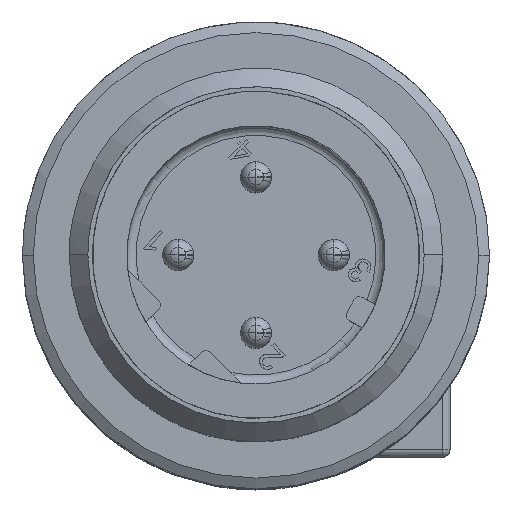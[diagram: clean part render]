
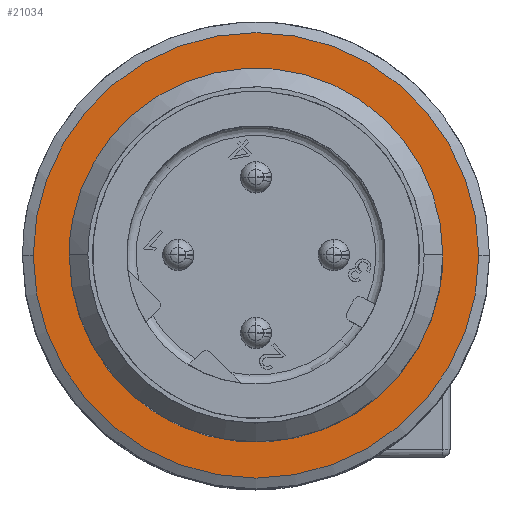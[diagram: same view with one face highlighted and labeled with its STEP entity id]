
A CAD part, top view. The second image highlights one B-rep face of the part: STEP entity #21034.
In plain terms, the highlighted planar face has unit normal (0, 0, 1).
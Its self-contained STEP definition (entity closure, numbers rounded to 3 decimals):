
#20931=AXIS2_PLACEMENT_3D('Circle Axis2P3D',#20929,#20930,$) ;
#20955=AXIS2_PLACEMENT_3D('Circle Axis2P3D',#20953,#20954,$) ;
#20968=AXIS2_PLACEMENT_3D('Plane Axis2P3D',#20965,#20966,#20967) ;
#20926=CARTESIAN_POINT('Vertex',(0.346,7.5,187.4)) ;
#20929=CARTESIAN_POINT('Axis2P3D Location',(7.5,7.5,187.4)) ;
#20933=CARTESIAN_POINT('Vertex',(14.654,7.5,187.4)) ;
#20953=CARTESIAN_POINT('Axis2P3D Location',(7.5,7.5,187.4)) ;
#20965=CARTESIAN_POINT('Axis2P3D Location',(7.5,0.346,187.4)) ;
#20975=CARTESIAN_POINT('Control Point',(13.5,7.5,187.4)) ;
#20976=CARTESIAN_POINT('Control Point',(13.5,8.1,187.4)) ;
#20977=CARTESIAN_POINT('Control Point',(13.425,8.7,187.4)) ;
#20978=CARTESIAN_POINT('Control Point',(13.275,9.288,187.4)) ;
#20979=CARTESIAN_POINT('Control Point',(12.831,10.413,187.4)) ;
#20980=CARTESIAN_POINT('Control Point',(12.124,11.394,187.4)) ;
#20981=CARTESIAN_POINT('Control Point',(11.711,11.837,187.4)) ;
#20982=CARTESIAN_POINT('Control Point',(10.782,12.612,187.4)) ;
#20983=CARTESIAN_POINT('Control Point',(9.692,13.134,187.4)) ;
#20984=CARTESIAN_POINT('Control Point',(9.116,13.325,187.4)) ;
#20985=CARTESIAN_POINT('Control Point',(7.93,13.56,187.4)) ;
#20986=CARTESIAN_POINT('Control Point',(6.722,13.495,187.4)) ;
#20987=CARTESIAN_POINT('Control Point',(6.125,13.387,187.4)) ;
#20988=CARTESIAN_POINT('Control Point',(4.972,13.024,187.4)) ;
#20989=CARTESIAN_POINT('Control Point',(3.943,12.388,187.4)) ;
#20990=CARTESIAN_POINT('Control Point',(3.471,12.007,187.4)) ;
#20991=CARTESIAN_POINT('Control Point',(2.633,11.136,187.4)) ;
#20992=CARTESIAN_POINT('Control Point',(2.035,10.085,187.4)) ;
#20993=CARTESIAN_POINT('Control Point',(1.804,9.524,187.4)) ;
#20994=CARTESIAN_POINT('Control Point',(1.6,8.776,187.4)) ;
#20995=CARTESIAN_POINT('Control Point',(1.518,8.01,187.4)) ;
#20996=CARTESIAN_POINT('Control Point',(1.506,7.84,187.4)) ;
#20997=CARTESIAN_POINT('Control Point',(1.5,7.67,187.4)) ;
#20998=CARTESIAN_POINT('Control Point',(1.5,7.5,187.4)) ;
#20999=CARTESIAN_POINT('Vertex',(13.5,7.5,187.4)) ;
#21001=CARTESIAN_POINT('Vertex',(1.5,7.5,187.4)) ;
#21005=CARTESIAN_POINT('Control Point',(1.5,7.5,187.4)) ;
#21006=CARTESIAN_POINT('Control Point',(1.5,6.9,187.4)) ;
#21007=CARTESIAN_POINT('Control Point',(1.575,6.3,187.4)) ;
#21008=CARTESIAN_POINT('Control Point',(1.725,5.712,187.4)) ;
#21009=CARTESIAN_POINT('Control Point',(2.169,4.587,187.4)) ;
#21010=CARTESIAN_POINT('Control Point',(2.876,3.606,187.4)) ;
#21011=CARTESIAN_POINT('Control Point',(3.289,3.163,187.4)) ;
#21012=CARTESIAN_POINT('Control Point',(4.218,2.388,187.4)) ;
#21013=CARTESIAN_POINT('Control Point',(5.308,1.866,187.4)) ;
#21014=CARTESIAN_POINT('Control Point',(5.884,1.675,187.4)) ;
#21015=CARTESIAN_POINT('Control Point',(7.07,1.44,187.4)) ;
#21016=CARTESIAN_POINT('Control Point',(8.278,1.505,187.4)) ;
#21017=CARTESIAN_POINT('Control Point',(8.875,1.613,187.4)) ;
#21018=CARTESIAN_POINT('Control Point',(10.028,1.976,187.4)) ;
#21019=CARTESIAN_POINT('Control Point',(11.057,2.612,187.4)) ;
#21020=CARTESIAN_POINT('Control Point',(11.529,2.993,187.4)) ;
#21021=CARTESIAN_POINT('Control Point',(12.367,3.864,187.4)) ;
#21022=CARTESIAN_POINT('Control Point',(12.965,4.915,187.4)) ;
#21023=CARTESIAN_POINT('Control Point',(13.196,5.476,187.4)) ;
#21024=CARTESIAN_POINT('Control Point',(13.4,6.224,187.4)) ;
#21025=CARTESIAN_POINT('Control Point',(13.482,6.99,187.4)) ;
#21026=CARTESIAN_POINT('Control Point',(13.494,7.16,187.4)) ;
#21027=CARTESIAN_POINT('Control Point',(13.5,7.33,187.4)) ;
#21028=CARTESIAN_POINT('Control Point',(13.5,7.5,187.4)) ;
#20930=DIRECTION('Axis2P3D Direction',(0.,0.,-1.)) ;
#20954=DIRECTION('Axis2P3D Direction',(0.,0.,-1.)) ;
#20966=DIRECTION('Axis2P3D Direction',(0.,0.,-1.)) ;
#20967=DIRECTION('Axis2P3D XDirection',(1.,0.,0.)) ;
#20971=ORIENTED_EDGE('',*,*,#20957,.T.) ;
#20972=ORIENTED_EDGE('',*,*,#20935,.T.) ;
#21031=ORIENTED_EDGE('',*,*,#21003,.F.) ;
#21032=ORIENTED_EDGE('',*,*,#21029,.F.) ;
#21033=FACE_BOUND('',#21030,.T.) ;
#21034=ADVANCED_FACE('Hauptk\X2\00F6\X0\rper',(#20973,#21033),#20969,.F.) ;
#20974=B_SPLINE_CURVE_WITH_KNOTS('',5,(#20975,#20976,#20977,#20978,#20979,#20980,#20981,#20982,#20983,#20984,#20985,#20986,#20987,#20988,#20989,#20990,#20991,#20992,#20993,#20994,#20995,#20996,#20997,#20998),.UNSPECIFIED.,.F.,.U.,(6,3,3,3,3,3,3,6),(0.,4.243,8.485,12.728,16.97,21.213,25.456,26.657),.UNSPECIFIED.) ;
#21004=B_SPLINE_CURVE_WITH_KNOTS('',5,(#21005,#21006,#21007,#21008,#21009,#21010,#21011,#21012,#21013,#21014,#21015,#21016,#21017,#21018,#21019,#21020,#21021,#21022,#21023,#21024,#21025,#21026,#21027,#21028),.UNSPECIFIED.,.F.,.U.,(6,3,3,3,3,3,3,6),(0.,4.243,8.485,12.728,16.97,21.213,25.456,26.657),.UNSPECIFIED.) ;
#20932=CIRCLE('generated circle',#20931,7.154) ;
#20956=CIRCLE('generated circle',#20955,7.154) ;
#20935=EDGE_CURVE('',#20934,#20927,#20932,.F.) ;
#20957=EDGE_CURVE('',#20927,#20934,#20956,.F.) ;
#21003=EDGE_CURVE('',#21000,#21002,#20974,.T.) ;
#21029=EDGE_CURVE('',#21002,#21000,#21004,.T.) ;
#20970=EDGE_LOOP('',(#20971,#20972)) ;
#21030=EDGE_LOOP('',(#21031,#21032)) ;
#20973=FACE_OUTER_BOUND('',#20970,.T.) ;
#20969=PLANE('',#20968) ;
#20927=VERTEX_POINT('',#20926) ;
#20934=VERTEX_POINT('',#20933) ;
#21000=VERTEX_POINT('',#20999) ;
#21002=VERTEX_POINT('',#21001) ;
